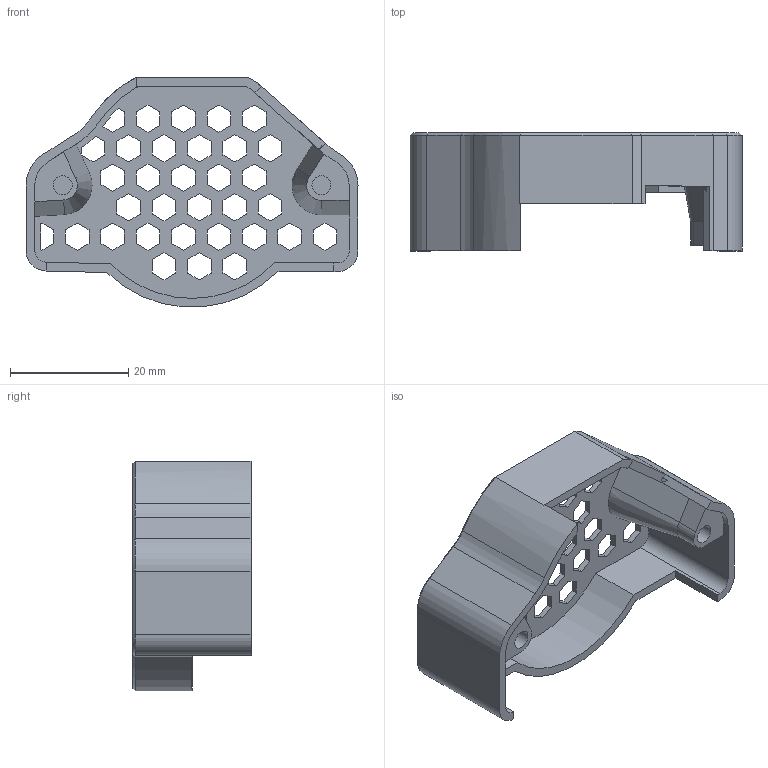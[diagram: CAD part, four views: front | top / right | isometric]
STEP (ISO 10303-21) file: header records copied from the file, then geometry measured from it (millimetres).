
FILE_DESCRIPTION(/* description */ (''),/* implementation_level */ '2;1');
FILE_NAME(/* name */ '',/* time_stamp */ '2025-06-12T14:38:58+03:00',/* author */ (''),/* organization */ (''),/* preprocessor_version */ 'ST-DEVELOPER v20.1',/* originating_system */ 'Autodesk Translation Framework v14.10.0.0',/* authorisation */ '');
FILE_SCHEMA (('AUTOMOTIVE_DESIGN { 1 0 10303 214 3 1 1 }'));
Length unit declared in the file: millimetre
Products named in the file (1): Задняя крышка 
новая
Bounding box: 56.27 x 20 x 38.92 mm (x, y, z)
Volume: 5864 mm3; surface area: 7809.3 mm2
Topology: 1 solids, 1 shells, 289 faces, 825 edges, 542 vertices
Faces by surface type: plane 253, cylinder 24, cone 12
Full cylindrical faces by diameter (mm): 3.2 x2, 6.2 x2
Entity records: 9428 total; most frequent: CARTESIAN_POINT 1696, ORIENTED_EDGE 1650, DIRECTION 1457, EDGE_CURVE 825, LINE 749, VECTOR 749, VERTEX_POINT 542, EDGE_LOOP 359
